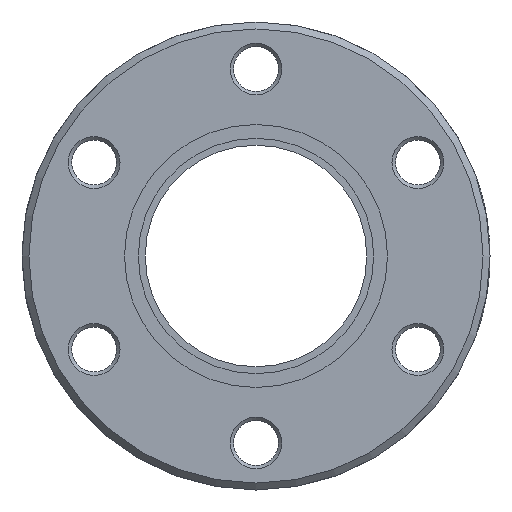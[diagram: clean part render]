
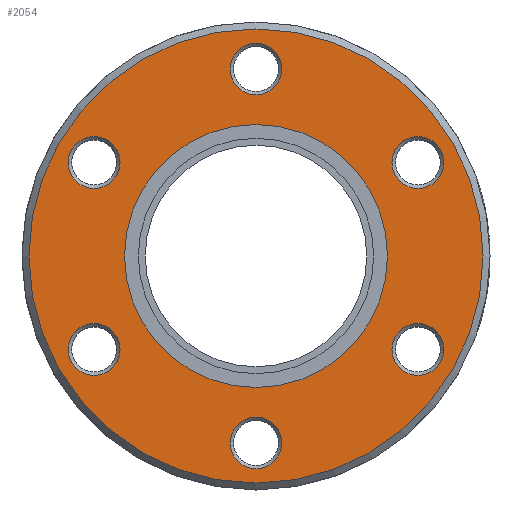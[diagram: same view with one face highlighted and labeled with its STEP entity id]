
A CAD part, front view. The second image highlights one B-rep face of the part: STEP entity #2054.
In plain terms, the highlighted planar face has unit normal (0, -1, 0).
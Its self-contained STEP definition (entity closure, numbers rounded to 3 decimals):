
#416=PLANE('',#2205);
#465=FACE_BOUND('',#648,.T.);
#466=FACE_BOUND('',#649,.T.);
#467=FACE_BOUND('',#650,.T.);
#468=FACE_BOUND('',#651,.T.);
#469=FACE_BOUND('',#652,.T.);
#470=FACE_BOUND('',#653,.T.);
#471=FACE_BOUND('',#654,.T.);
#517=FACE_OUTER_BOUND('',#647,.T.);
#647=EDGE_LOOP('',(#1428));
#648=EDGE_LOOP('',(#1429));
#649=EDGE_LOOP('',(#1430));
#650=EDGE_LOOP('',(#1431));
#651=EDGE_LOOP('',(#1432));
#652=EDGE_LOOP('',(#1433));
#653=EDGE_LOOP('',(#1434));
#654=EDGE_LOOP('',(#1435));
#826=CIRCLE('',#2203,16.4);
#828=CIRCLE('',#2206,1.871);
#829=CIRCLE('',#2207,1.871);
#830=CIRCLE('',#2208,1.871);
#831=CIRCLE('',#2209,9.5);
#832=CIRCLE('',#2210,1.871);
#833=CIRCLE('',#2211,1.871);
#834=CIRCLE('',#2212,1.871);
#905=VERTEX_POINT('',#2890);
#907=VERTEX_POINT('',#2895);
#908=VERTEX_POINT('',#2897);
#909=VERTEX_POINT('',#2899);
#910=VERTEX_POINT('',#2901);
#911=VERTEX_POINT('',#2903);
#912=VERTEX_POINT('',#2905);
#913=VERTEX_POINT('',#2907);
#1121=EDGE_CURVE('',#905,#905,#826,.T.);
#1123=EDGE_CURVE('',#907,#907,#828,.T.);
#1124=EDGE_CURVE('',#908,#908,#829,.T.);
#1125=EDGE_CURVE('',#909,#909,#830,.T.);
#1126=EDGE_CURVE('',#910,#910,#831,.T.);
#1127=EDGE_CURVE('',#911,#911,#832,.T.);
#1128=EDGE_CURVE('',#912,#912,#833,.T.);
#1129=EDGE_CURVE('',#913,#913,#834,.T.);
#1428=ORIENTED_EDGE('',*,*,#1121,.F.);
#1429=ORIENTED_EDGE('',*,*,#1123,.F.);
#1430=ORIENTED_EDGE('',*,*,#1124,.F.);
#1431=ORIENTED_EDGE('',*,*,#1125,.F.);
#1432=ORIENTED_EDGE('',*,*,#1126,.T.);
#1433=ORIENTED_EDGE('',*,*,#1127,.F.);
#1434=ORIENTED_EDGE('',*,*,#1128,.F.);
#1435=ORIENTED_EDGE('',*,*,#1129,.F.);
#2054=ADVANCED_FACE('',(#517,#465,#466,#467,#468,#469,#470,#471),#416,.T.);
#2203=AXIS2_PLACEMENT_3D('',#2891,#2397,#2398);
#2205=AXIS2_PLACEMENT_3D('',#2894,#2401,#2402);
#2206=AXIS2_PLACEMENT_3D('',#2896,#2403,#2404);
#2207=AXIS2_PLACEMENT_3D('',#2898,#2405,#2406);
#2208=AXIS2_PLACEMENT_3D('',#2900,#2407,#2408);
#2209=AXIS2_PLACEMENT_3D('',#2902,#2409,#2410);
#2210=AXIS2_PLACEMENT_3D('',#2904,#2411,#2412);
#2211=AXIS2_PLACEMENT_3D('',#2906,#2413,#2414);
#2212=AXIS2_PLACEMENT_3D('',#2908,#2415,#2416);
#2397=DIRECTION('center_axis',(0.,1.,0.));
#2398=DIRECTION('ref_axis',(1.,0.,0.));
#2401=DIRECTION('center_axis',(0.,-1.,0.));
#2402=DIRECTION('ref_axis',(0.,0.,-1.));
#2403=DIRECTION('center_axis',(0.,-1.,0.));
#2404=DIRECTION('ref_axis',(0.5,0.,0.866));
#2405=DIRECTION('center_axis',(0.,-1.,0.));
#2406=DIRECTION('ref_axis',(-1.,0.,0.));
#2407=DIRECTION('center_axis',(0.,-1.,0.));
#2408=DIRECTION('ref_axis',(0.5,0.,-0.866));
#2409=DIRECTION('center_axis',(0.,1.,0.));
#2410=DIRECTION('ref_axis',(1.,0.,0.));
#2411=DIRECTION('center_axis',(0.,-1.,0.));
#2412=DIRECTION('ref_axis',(1.,0.,0.));
#2413=DIRECTION('center_axis',(0.,-1.,0.));
#2414=DIRECTION('ref_axis',(-0.5,0.,-0.866));
#2415=DIRECTION('center_axis',(0.,-1.,0.));
#2416=DIRECTION('ref_axis',(-0.5,0.,0.866));
#2890=CARTESIAN_POINT('',(-16.4,0.,0.));
#2891=CARTESIAN_POINT('Origin',(0.,0.,0.));
#2894=CARTESIAN_POINT('Origin',(-16.9,0.,0.));
#2895=CARTESIAN_POINT('',(10.756,0.,-8.37));
#2896=CARTESIAN_POINT('Origin',(11.691,0.,-6.75));
#2897=CARTESIAN_POINT('',(1.871,0.,13.5));
#2898=CARTESIAN_POINT('Origin',(0.,0.,
13.5));
#2899=CARTESIAN_POINT('',(-12.627,0.,-5.13));
#2900=CARTESIAN_POINT('Origin',(-11.691,0.,
-6.75));
#2901=CARTESIAN_POINT('',(-9.5,0.,0.));
#2902=CARTESIAN_POINT('Origin',(0.,0.,0.));
#2903=CARTESIAN_POINT('',(-1.871,0.,-13.5));
#2904=CARTESIAN_POINT('Origin',(0.,0.,-13.5));
#2905=CARTESIAN_POINT('',(-10.756,0.,8.37));
#2906=CARTESIAN_POINT('Origin',(-11.691,0.,
6.75));
#2907=CARTESIAN_POINT('',(12.627,0.,5.13));
#2908=CARTESIAN_POINT('Origin',(11.691,0.,6.75));
